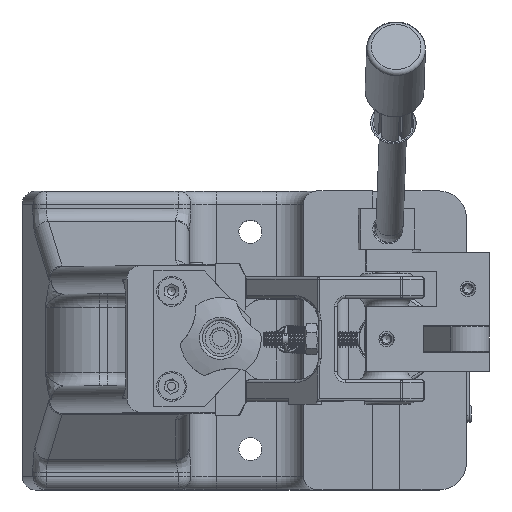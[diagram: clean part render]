
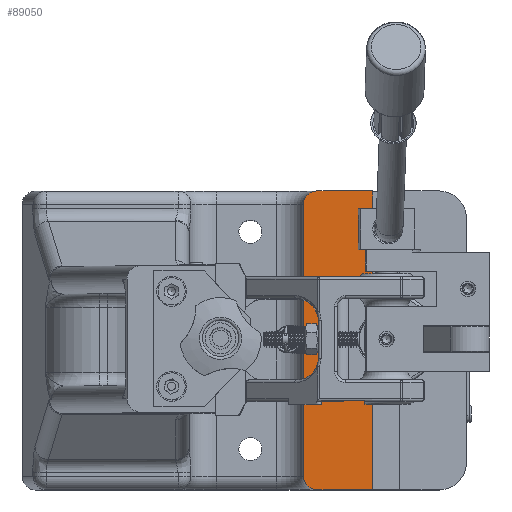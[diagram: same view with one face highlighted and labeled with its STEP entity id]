
A CAD part, top view. The second image highlights one B-rep face of the part: STEP entity #89050.
In plain terms, the highlighted planar face has unit normal (0, 0, 1).
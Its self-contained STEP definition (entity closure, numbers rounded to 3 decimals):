
#4994=PLANE('',#94157);
#7746=LINE('',#116197,#16688);
#7869=LINE('',#117671,#16811);
#7929=LINE('',#117838,#16871);
#7932=LINE('',#117843,#16874);
#16688=VECTOR('',#98364,10.);
#16811=VECTOR('',#99029,10.);
#16871=VECTOR('',#99179,10.);
#16874=VECTOR('',#99186,10.);
#26067=FACE_OUTER_BOUND('',#30766,.T.);
#30766=EDGE_LOOP('',(#59103,#59104,#59105,#59106,#59107,#59108));
#35694=CIRCLE('',#93862,5.);
#35716=CIRCLE('',#93897,5.);
#36760=VERTEX_POINT('',#116191);
#36762=VERTEX_POINT('',#116195);
#36780=VERTEX_POINT('',#116298);
#36802=VERTEX_POINT('',#116464);
#36949=VERTEX_POINT('',#117670);
#36997=VERTEX_POINT('',#117836);
#45354=EDGE_CURVE('',#36762,#36760,#7746,.T.);
#45380=EDGE_CURVE('',#36780,#36762,#35694,.T.);
#45416=EDGE_CURVE('',#36760,#36802,#35716,.T.);
#45668=EDGE_CURVE('',#36802,#36949,#7869,.T.);
#45747=EDGE_CURVE('',#36997,#36780,#7929,.T.);
#45750=EDGE_CURVE('',#36997,#36949,#7932,.T.);
#59103=ORIENTED_EDGE('',*,*,#45750,.T.);
#59104=ORIENTED_EDGE('',*,*,#45668,.F.);
#59105=ORIENTED_EDGE('',*,*,#45416,.F.);
#59106=ORIENTED_EDGE('',*,*,#45354,.F.);
#59107=ORIENTED_EDGE('',*,*,#45380,.F.);
#59108=ORIENTED_EDGE('',*,*,#45747,.F.);
#89050=ADVANCED_FACE('',(#26067),#4994,.T.);
#93862=AXIS2_PLACEMENT_3D('',#116299,#98416,#98417);
#93897=AXIS2_PLACEMENT_3D('',#116465,#98493,#98494);
#94157=AXIS2_PLACEMENT_3D('',#117842,#99184,#99185);
#98364=DIRECTION('',(0.,1.,0.));
#98416=DIRECTION('center_axis',(0.,0.,-1.));
#98417=DIRECTION('ref_axis',(-0.707,-0.707,0.));
#98493=DIRECTION('center_axis',(0.,0.,-1.));
#98494=DIRECTION('ref_axis',(-0.707,0.707,0.));
#99029=DIRECTION('',(1.,0.,0.));
#99179=DIRECTION('',(-1.,0.,0.));
#99184=DIRECTION('center_axis',(0.,0.,1.));
#99185=DIRECTION('ref_axis',(1.,0.,0.));
#99186=DIRECTION('',(0.,1.,0.));
#116191=CARTESIAN_POINT('',(104.,-5.,49.));
#116195=CARTESIAN_POINT('',(104.,-105.,49.));
#116197=CARTESIAN_POINT('',(104.,-110.,49.));
#116298=CARTESIAN_POINT('',(109.,-110.,49.));
#116299=CARTESIAN_POINT('Origin',(109.,-105.,49.));
#116464=CARTESIAN_POINT('',(109.,0.,49.));
#116465=CARTESIAN_POINT('Origin',(109.,-5.,49.));
#117670=CARTESIAN_POINT('',(129.5,0.,49.));
#117671=CARTESIAN_POINT('',(104.,0.,49.));
#117836=CARTESIAN_POINT('',(129.5,-110.,49.));
#117838=CARTESIAN_POINT('',(164.,-110.,49.));
#117842=CARTESIAN_POINT('Origin',(134.,-55.,49.));
#117843=CARTESIAN_POINT('',(129.5,-82.5,49.));
